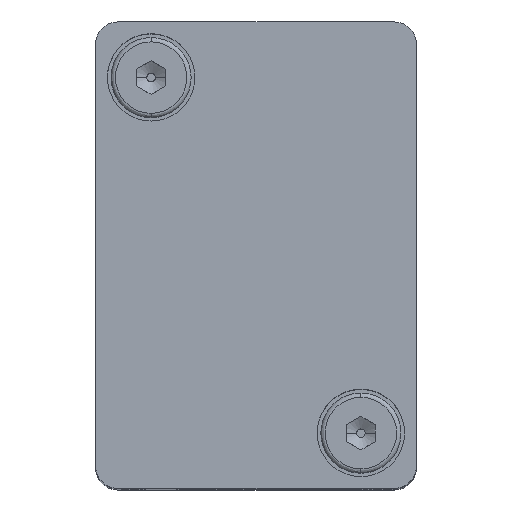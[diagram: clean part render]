
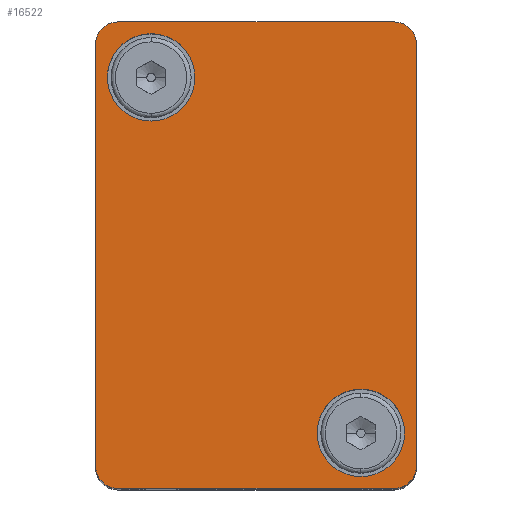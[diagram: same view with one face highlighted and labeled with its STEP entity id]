
A CAD part, top view. The second image highlights one B-rep face of the part: STEP entity #16522.
In plain terms, the highlighted face is planar.
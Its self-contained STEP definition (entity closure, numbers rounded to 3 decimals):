
#14768=CARTESIAN_POINT('',(7.2,19.75,15.2));
#14769=VERTEX_POINT('',#14768);
#14785=CARTESIAN_POINT('',(7.2,19.75,9.2));
#14786=VERTEX_POINT('',#14785);
#14793=CARTESIAN_POINT('',(7.2,19.75,12.2));
#14794=DIRECTION('',(0.0,-1.0,0.0));
#14795=DIRECTION('',(0.0,0.0,1.0));
#14796=AXIS2_PLACEMENT_3D('',#14793,#14794,#14795);
#14797=CIRCLE('',#14796,3.0);
#14798=EDGE_CURVE('',#14769,#14786,#14797,.T.);
#14810=CARTESIAN_POINT('',(-7.2,19.75,-9.2));
#14811=VERTEX_POINT('',#14810);
#14827=CARTESIAN_POINT('',(-7.2,19.75,-15.2));
#14828=VERTEX_POINT('',#14827);
#14835=CARTESIAN_POINT('',(-7.2,19.75,-12.2));
#14836=DIRECTION('',(0.0,-1.0,0.0));
#14837=DIRECTION('',(0.0,0.0,1.0));
#14838=AXIS2_PLACEMENT_3D('',#14835,#14836,#14837);
#14839=CIRCLE('',#14838,3.0);
#14840=EDGE_CURVE('',#14811,#14828,#14839,.T.);
#14852=CARTESIAN_POINT('',(-10.561,19.75,15.561));
#14853=VERTEX_POINT('',#14852);
#14869=CARTESIAN_POINT('',(-9.5,19.75,16.));
#14870=VERTEX_POINT('',#14869);
#14877=CARTESIAN_POINT('',(-9.5,19.75,14.5));
#14878=DIRECTION('',(0.0,-1.,0.0));
#14879=DIRECTION('',(-0.707,0.0,0.707));
#14880=AXIS2_PLACEMENT_3D('',#14877,#14878,#14879);
#14881=CIRCLE('',#14880,1.5);
#14882=EDGE_CURVE('',#14870,#14853,#14881,.T.);
#14894=CARTESIAN_POINT('',(-10.561,19.75,-15.561));
#14895=VERTEX_POINT('',#14894);
#14911=CARTESIAN_POINT('',(-11.0,19.75,-14.5));
#14912=VERTEX_POINT('',#14911);
#14919=CARTESIAN_POINT('',(-9.5,19.75,-14.5));
#14920=DIRECTION('',(0.0,-1.,0.0));
#14921=DIRECTION('',(-0.707,0.0,-0.707));
#14922=AXIS2_PLACEMENT_3D('',#14919,#14920,#14921);
#14923=CIRCLE('',#14922,1.5);
#14924=EDGE_CURVE('',#14912,#14895,#14923,.T.);
#14936=CARTESIAN_POINT('',(10.561,19.75,-15.561));
#14937=VERTEX_POINT('',#14936);
#14953=CARTESIAN_POINT('',(9.5,19.75,-16.0));
#14954=VERTEX_POINT('',#14953);
#14961=CARTESIAN_POINT('',(9.5,19.75,-14.5));
#14962=DIRECTION('',(0.0,-1.,0.0));
#14963=DIRECTION('',(0.707,0.0,-0.707));
#14964=AXIS2_PLACEMENT_3D('',#14961,#14962,#14963);
#14965=CIRCLE('',#14964,1.5);
#14966=EDGE_CURVE('',#14954,#14937,#14965,.T.);
#14978=CARTESIAN_POINT('',(10.561,19.75,15.561));
#14979=VERTEX_POINT('',#14978);
#14995=CARTESIAN_POINT('',(11.0,19.75,14.5));
#14996=VERTEX_POINT('',#14995);
#15003=CARTESIAN_POINT('',(9.5,19.75,14.5));
#15004=DIRECTION('',(0.0,-1.,0.0));
#15005=DIRECTION('',(0.707,0.0,0.707));
#15006=AXIS2_PLACEMENT_3D('',#15003,#15004,#15005);
#15007=CIRCLE('',#15006,1.5);
#15008=EDGE_CURVE('',#14996,#14979,#15007,.T.);
#16391=CARTESIAN_POINT('',(9.5,19.75,16.));
#16392=VERTEX_POINT('',#16391);
#16393=CARTESIAN_POINT('',(9.5,19.75,14.5));
#16394=DIRECTION('',(0.0,-1.,0.0));
#16395=DIRECTION('',(0.707,0.0,0.707));
#16396=AXIS2_PLACEMENT_3D('',#16393,#16394,#16395);
#16397=CIRCLE('',#16396,1.5);
#16398=EDGE_CURVE('',#14979,#16392,#16397,.T.);
#16424=CARTESIAN_POINT('',(9.5,19.75,16.));
#16425=DIRECTION('',(-1.0,0.0,0.0));
#16426=VECTOR('',#16425,19.0);
#16427=LINE('',#16424,#16426);
#16428=EDGE_CURVE('',#16392,#14870,#16427,.T.);
#16444=CARTESIAN_POINT('',(0.,19.75,0.));
#16445=DIRECTION('',(0.0,1.0,0.0));
#16446=DIRECTION('',(0.0,0.0,1.0));
#16447=AXIS2_PLACEMENT_3D('',#16444,#16445,#16446);
#16448=PLANE('',#16447);
#16449=ORIENTED_EDGE('',*,*,#15008,.F.);
#16450=CARTESIAN_POINT('',(11.0,19.75,-14.5));
#16451=VERTEX_POINT('',#16450);
#16452=CARTESIAN_POINT('',(11.0,19.75,-14.5));
#16453=DIRECTION('',(0.0,0.0,1.0));
#16454=VECTOR('',#16453,29.0);
#16455=LINE('',#16452,#16454);
#16456=EDGE_CURVE('',#16451,#14996,#16455,.T.);
#16457=ORIENTED_EDGE('',*,*,#16456,.F.);
#16458=CARTESIAN_POINT('',(9.5,19.75,-14.5));
#16459=DIRECTION('',(0.0,-1.,0.0));
#16460=DIRECTION('',(0.707,0.0,-0.707));
#16461=AXIS2_PLACEMENT_3D('',#16458,#16459,#16460);
#16462=CIRCLE('',#16461,1.5);
#16463=EDGE_CURVE('',#14937,#16451,#16462,.T.);
#16464=ORIENTED_EDGE('',*,*,#16463,.F.);
#16465=ORIENTED_EDGE('',*,*,#14966,.F.);
#16466=CARTESIAN_POINT('',(-9.5,19.75,-16.));
#16467=VERTEX_POINT('',#16466);
#16468=CARTESIAN_POINT('',(-9.5,19.75,-16.));
#16469=DIRECTION('',(1.0,0.0,0.0));
#16470=VECTOR('',#16469,19.0);
#16471=LINE('',#16468,#16470);
#16472=EDGE_CURVE('',#16467,#14954,#16471,.T.);
#16473=ORIENTED_EDGE('',*,*,#16472,.F.);
#16474=CARTESIAN_POINT('',(-9.5,19.75,-14.5));
#16475=DIRECTION('',(0.0,-1.,0.0));
#16476=DIRECTION('',(-0.707,0.0,-0.707));
#16477=AXIS2_PLACEMENT_3D('',#16474,#16475,#16476);
#16478=CIRCLE('',#16477,1.5);
#16479=EDGE_CURVE('',#14895,#16467,#16478,.T.);
#16480=ORIENTED_EDGE('',*,*,#16479,.F.);
#16481=ORIENTED_EDGE('',*,*,#14924,.F.);
#16482=CARTESIAN_POINT('',(-11.0,19.75,14.5));
#16483=VERTEX_POINT('',#16482);
#16484=CARTESIAN_POINT('',(-11.0,19.75,14.5));
#16485=DIRECTION('',(0.0,0.0,-1.0));
#16486=VECTOR('',#16485,29.);
#16487=LINE('',#16484,#16486);
#16488=EDGE_CURVE('',#16483,#14912,#16487,.T.);
#16489=ORIENTED_EDGE('',*,*,#16488,.F.);
#16490=CARTESIAN_POINT('',(-9.5,19.75,14.5));
#16491=DIRECTION('',(0.0,-1.,0.0));
#16492=DIRECTION('',(-0.707,0.0,0.707));
#16493=AXIS2_PLACEMENT_3D('',#16490,#16491,#16492);
#16494=CIRCLE('',#16493,1.5);
#16495=EDGE_CURVE('',#14853,#16483,#16494,.T.);
#16496=ORIENTED_EDGE('',*,*,#16495,.F.);
#16497=ORIENTED_EDGE('',*,*,#14882,.F.);
#16498=ORIENTED_EDGE('',*,*,#16428,.F.);
#16499=ORIENTED_EDGE('',*,*,#16398,.F.);
#16500=EDGE_LOOP('',(#16449,#16457,#16464,#16465,#16473,#16480,#16481,#16489,#16496,#16497,#16498,#16499));
#16501=FACE_OUTER_BOUND('',#16500,.T.);
#16502=ORIENTED_EDGE('',*,*,#14840,.T.);
#16503=CARTESIAN_POINT('',(-7.2,19.75,-12.2));
#16504=DIRECTION('',(0.0,-1.0,0.0));
#16505=DIRECTION('',(0.0,0.0,1.0));
#16506=AXIS2_PLACEMENT_3D('',#16503,#16504,#16505);
#16507=CIRCLE('',#16506,3.0);
#16508=EDGE_CURVE('',#14828,#14811,#16507,.T.);
#16509=ORIENTED_EDGE('',*,*,#16508,.T.);
#16510=EDGE_LOOP('',(#16502,#16509));
#16511=FACE_BOUND('',#16510,.T.);
#16512=ORIENTED_EDGE('',*,*,#14798,.T.);
#16513=CARTESIAN_POINT('',(7.2,19.75,12.2));
#16514=DIRECTION('',(0.0,-1.0,0.0));
#16515=DIRECTION('',(0.0,0.0,1.0));
#16516=AXIS2_PLACEMENT_3D('',#16513,#16514,#16515);
#16517=CIRCLE('',#16516,3.0);
#16518=EDGE_CURVE('',#14786,#14769,#16517,.T.);
#16519=ORIENTED_EDGE('',*,*,#16518,.T.);
#16520=EDGE_LOOP('',(#16512,#16519));
#16521=FACE_BOUND('',#16520,.T.);
#16522=ADVANCED_FACE('',(#16501,#16511,#16521),#16448,.T.);
